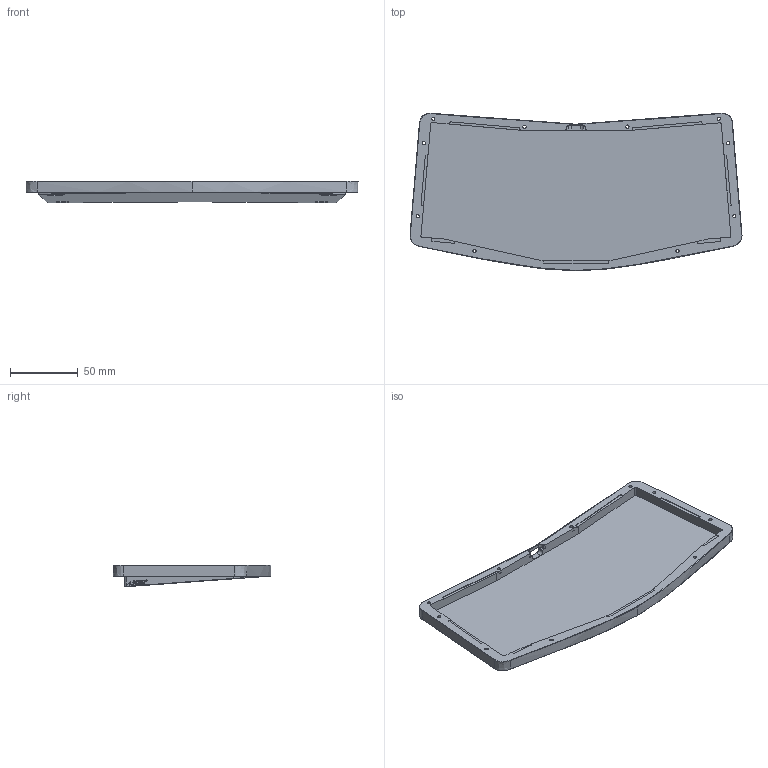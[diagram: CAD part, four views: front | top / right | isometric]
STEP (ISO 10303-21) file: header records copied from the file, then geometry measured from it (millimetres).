
FILE_DESCRIPTION(/* description */ (''),/* implementation_level */ '2;1');
FILE_NAME(/* name */ 'Buran Bofa Non Modded Bottom Case.step',/* time_stamp */ '2024-06-01T09:37:17-07:00',/* author */ (''),/* organization */ (''),/* preprocessor_version */ 'ST-DEVELOPER v20',/* originating_system */ 'Autodesk Translation Framework v13.14.0.145',/* authorisation */ '');
FILE_SCHEMA (('AUTOMOTIVE_DESIGN { 1 0 10303 214 3 1 1 }'));
Length unit declared in the file: millimetre
Products named in the file (2): Buran_Universal_Mount_Plate_thick; Buran Bofa Bottom v1
Assembly tree (1 placements, depth 2):
  Buran_Universal_Mount_Plate_thick
    Buran Bofa Bottom v1
Bounding box: 244.54 x 115.96 x 15.96 mm (x, y, z)
Volume: 134727.8 mm3; surface area: 63015.5 mm2
Topology: 1 solids, 1 shells, 366 faces, 982 edges, 640 vertices
Faces by surface type: bspline 167, plane 119, cylinder 80
Full cylindrical faces by diameter (mm): 2.4 x10, 4.5 x10, 10.5 x4
Entity records: 15291 total; most frequent: CARTESIAN_POINT 6989, ORIENTED_EDGE 1964, DIRECTION 1233, EDGE_CURVE 982, VERTEX_POINT 640, LINE 503, VECTOR 503, EDGE_LOOP 412
